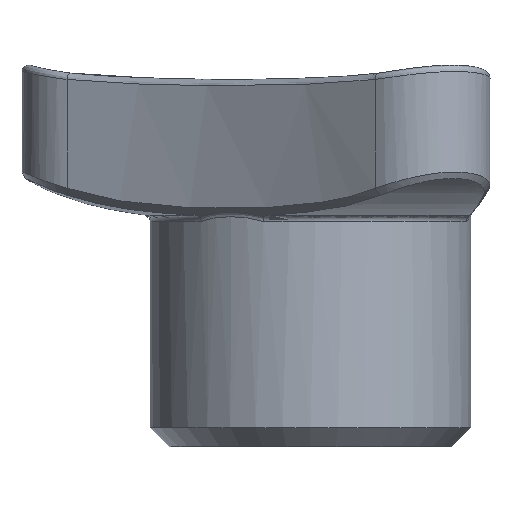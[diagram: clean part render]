
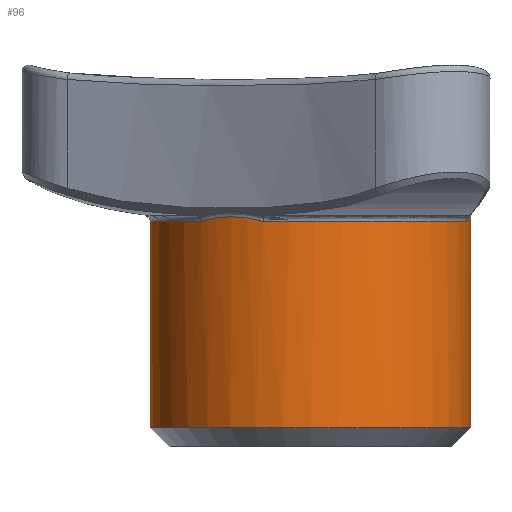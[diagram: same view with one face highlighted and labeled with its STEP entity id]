
A CAD part, left-side view. The second image highlights one B-rep face of the part: STEP entity #96.
In plain terms, the highlighted cylindrical face has radius 12.5 mm (diameter 25 mm), a full revolution.
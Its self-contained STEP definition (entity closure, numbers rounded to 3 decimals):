
#96 = ADVANCED_FACE( '', ( #210, #211 ), #212, .T. );
#210 = FACE_OUTER_BOUND( '', #693, .T. );
#211 = FACE_OUTER_BOUND( '', #694, .T. );
#212 = CYLINDRICAL_SURFACE( '', #695, 12.5 );
#693 = EDGE_LOOP( '', ( #2416 ) );
#694 = EDGE_LOOP( '', ( #2417, #2418, #2419, #2420, #2421, #2422 ) );
#695 = AXIS2_PLACEMENT_3D( '', #2423, #2424, #2425 );
#2416 = ORIENTED_EDGE( '', *, *, #2589, .T. );
#2417 = ORIENTED_EDGE( '', *, *, #2580, .T. );
#2418 = ORIENTED_EDGE( '', *, *, #2603, .T. );
#2419 = ORIENTED_EDGE( '', *, *, #2618, .T. );
#2420 = ORIENTED_EDGE( '', *, *, #2644, .T. );
#2421 = ORIENTED_EDGE( '', *, *, #2568, .T. );
#2422 = ORIENTED_EDGE( '', *, *, #2645, .T. );
#2423 = CARTESIAN_POINT( '', ( 0., 0., 27. ) );
#2424 = DIRECTION( '', ( 0., 0., -1. ) );
#2425 = DIRECTION( '', ( 1., 0., 0. ) );
#2568 = EDGE_CURVE( '', #2695, #2693, #2696, .F. );
#2580 = EDGE_CURVE( '', #2717, #2715, #2718, .F. );
#2589 = EDGE_CURVE( '', #2731, #2731, #2732, .T. );
#2603 = EDGE_CURVE( '', #2715, #2755, #2757, .T. );
#2618 = EDGE_CURVE( '', #2755, #2777, #2779, .F. );
#2644 = EDGE_CURVE( '', #2777, #2695, #2816, .T. );
#2645 = EDGE_CURVE( '', #2693, #2717, #2817, .T. );
#2693 = VERTEX_POINT( '', #2881 );
#2695 = VERTEX_POINT( '', #2901 );
#2696 = CIRCLE( '', #2902, 12.5 );
#2715 = VERTEX_POINT( '', #3010 );
#2717 = VERTEX_POINT( '', #3028 );
#2718 = CIRCLE( '', #3029, 12.5 );
#2731 = VERTEX_POINT( '', #3150 );
#2732 = CIRCLE( '', #3151, 12.5 );
#2755 = VERTEX_POINT( '', #3620 );
#2757 = B_SPLINE_CURVE_WITH_KNOTS( '', 3, ( #3641, #3642, #3643, #3644, #3645, #3646, #3647, #3648, #3649, #3650, #3651, #3652, #3653, #3654, #3655, #3656, #3657, #3658, #3659, #3660, #3661, #3662, #3663 ), .UNSPECIFIED., .F., .F., ( 4, 2, 2, 2, 1, 1, 1, 2, 2, 2, 2, 2, 4 ), ( 0., 0.001, 0.001, 0.002, 0.002, 0.003, 0.003, 0.003, 0.003, 0.004, 0.004, 0.005, 0.006 ), .UNSPECIFIED. );
#2777 = VERTEX_POINT( '', #3791 );
#2779 = CIRCLE( '', #3811, 12.5 );
#2816 = B_SPLINE_CURVE_WITH_KNOTS( '', 3, ( #4194, #4195, #4196, #4197, #4198, #4199, #4200, #4201, #4202, #4203, #4204, #4205, #4206, #4207, #4208, #4209, #4210, #4211, #4212, #4213, #4214, #4215, #4216 ), .UNSPECIFIED., .F., .F., ( 4, 2, 2, 2, 1, 1, 1, 2, 2, 2, 2, 2, 4 ), ( 0., 0.001, 0.001, 0.002, 0.002, 0.003, 0.003, 0.003, 0.003, 0.004, 0.004, 0.005, 0.006 ), .UNSPECIFIED. );
#2817 = B_SPLINE_CURVE_WITH_KNOTS( '', 3, ( #4217, #4218, #4219, #4220, #4221, #4222, #4223, #4224, #4225, #4226, #4227, #4228, #4229, #4230, #4231, #4232, #4233, #4234, #4235, #4236, #4237, #4238, #4239 ), .UNSPECIFIED., .F., .F., ( 4, 2, 2, 2, 1, 1, 1, 2, 2, 2, 2, 2, 4 ), ( 0., 0.001, 0.001, 0.002, 0.002, 0.003, 0.003, 0.003, 0.003, 0.004, 0.004, 0.005, 0.006 ), .UNSPECIFIED. );
#2881 = CARTESIAN_POINT( '', ( -11.952, 3.661, 17.577 ) );
#2901 = CARTESIAN_POINT( '', ( -2.805, -12.181, 17.577 ) );
#2902 = AXIS2_PLACEMENT_3D( '', #4567, #4568, #4569 );
#3010 = CARTESIAN_POINT( '', ( 9.147, 8.52, 17.577 ) );
#3028 = CARTESIAN_POINT( '', ( -9.147, 8.52, 17.577 ) );
#3029 = AXIS2_PLACEMENT_3D( '', #4573, #4574, #4575 );
#3150 = CARTESIAN_POINT( '', ( 12.5, 0., 1.5 ) );
#3151 = AXIS2_PLACEMENT_3D( '', #4581, #4582, #4583 );
#3620 = CARTESIAN_POINT( '', ( 11.952, 3.661, 17.577 ) );
#3641 = CARTESIAN_POINT( '', ( 9.147, 8.52, 17.577 ) );
#3642 = CARTESIAN_POINT( '', ( 9.305, 8.35, 17.638 ) );
#3643 = CARTESIAN_POINT( '', ( 9.459, 8.175, 17.692 ) );
#3644 = CARTESIAN_POINT( '', ( 9.758, 7.815, 17.784 ) );
#3645 = CARTESIAN_POINT( '', ( 9.903, 7.631, 17.823 ) );
#3646 = CARTESIAN_POINT( '', ( 10.183, 7.253, 17.886 ) );
#3647 = CARTESIAN_POINT( '', ( 10.319, 7.059, 17.91 ) );
#3648 = CARTESIAN_POINT( '', ( 10.514, 6.761, 17.934 ) );
#3649 = CARTESIAN_POINT( '', ( 10.61, 6.61, 17.943 ) );
#3650 = CARTESIAN_POINT( '', ( 10.719, 6.431, 17.948 ) );
#3651 = CARTESIAN_POINT( '', ( 10.773, 6.34, 17.95 ) );
#3652 = CARTESIAN_POINT( '', ( 10.795, 6.301, 17.95 ) );
#3653 = CARTESIAN_POINT( '', ( 10.811, 6.275, 17.95 ) );
#3654 = CARTESIAN_POINT( '', ( 10.818, 6.262, 17.95 ) );
#3655 = CARTESIAN_POINT( '', ( 10.946, 6.041, 17.95 ) );
#3656 = CARTESIAN_POINT( '', ( 11.06, 5.83, 17.942 ) );
#3657 = CARTESIAN_POINT( '', ( 11.273, 5.406, 17.91 ) );
#3658 = CARTESIAN_POINT( '', ( 11.373, 5.192, 17.886 ) );
#3659 = CARTESIAN_POINT( '', ( 11.56, 4.761, 17.823 ) );
#3660 = CARTESIAN_POINT( '', ( 11.648, 4.543, 17.784 ) );
#3661 = CARTESIAN_POINT( '', ( 11.809, 4.105, 17.692 ) );
#3662 = CARTESIAN_POINT( '', ( 11.884, 3.884, 17.638 ) );
#3663 = CARTESIAN_POINT( '', ( 11.952, 3.661, 17.577 ) );
#3791 = CARTESIAN_POINT( '', ( 2.805, -12.181, 17.577 ) );
#3811 = AXIS2_PLACEMENT_3D( '', #4599, #4600, #4601 );
#4194 = CARTESIAN_POINT( '', ( 2.805, -12.181, 17.577 ) );
#4195 = CARTESIAN_POINT( '', ( 2.578, -12.233, 17.638 ) );
#4196 = CARTESIAN_POINT( '', ( 2.35, -12.279, 17.692 ) );
#4197 = CARTESIAN_POINT( '', ( 1.889, -12.359, 17.784 ) );
#4198 = CARTESIAN_POINT( '', ( 1.657, -12.392, 17.823 ) );
#4199 = CARTESIAN_POINT( '', ( 1.19, -12.445, 17.886 ) );
#4200 = CARTESIAN_POINT( '', ( 0.954, -12.466, 17.91 ) );
#4201 = CARTESIAN_POINT( '', ( 0.598, -12.486, 17.934 ) );
#4202 = CARTESIAN_POINT( '', ( 0.419, -12.494, 17.943 ) );
#4203 = CARTESIAN_POINT( '', ( 0.21, -12.498, 17.948 ) );
#4204 = CARTESIAN_POINT( '', ( 0.105, -12.5, 17.95 ) );
#4205 = CARTESIAN_POINT( '', ( 0.059, -12.5, 17.95 ) );
#4206 = CARTESIAN_POINT( '', ( 0.029, -12.5, 17.95 ) );
#4207 = CARTESIAN_POINT( '', ( 0.014, -12.5, 17.95 ) );
#4208 = CARTESIAN_POINT( '', ( -0.242, -12.5, 17.95 ) );
#4209 = CARTESIAN_POINT( '', ( -0.48, -12.493, 17.942 ) );
#4210 = CARTESIAN_POINT( '', ( -0.955, -12.466, 17.91 ) );
#4211 = CARTESIAN_POINT( '', ( -1.19, -12.445, 17.886 ) );
#4212 = CARTESIAN_POINT( '', ( -1.657, -12.392, 17.823 ) );
#4213 = CARTESIAN_POINT( '', ( -1.889, -12.359, 17.784 ) );
#4214 = CARTESIAN_POINT( '', ( -2.35, -12.279, 17.692 ) );
#4215 = CARTESIAN_POINT( '', ( -2.578, -12.233, 17.638 ) );
#4216 = CARTESIAN_POINT( '', ( -2.805, -12.181, 17.577 ) );
#4217 = CARTESIAN_POINT( '', ( -11.952, 3.661, 17.577 ) );
#4218 = CARTESIAN_POINT( '', ( -11.884, 3.884, 17.638 ) );
#4219 = CARTESIAN_POINT( '', ( -11.809, 4.105, 17.692 ) );
#4220 = CARTESIAN_POINT( '', ( -11.647, 4.543, 17.784 ) );
#4221 = CARTESIAN_POINT( '', ( -11.56, 4.761, 17.823 ) );
#4222 = CARTESIAN_POINT( '', ( -11.373, 5.193, 17.886 ) );
#4223 = CARTESIAN_POINT( '', ( -11.273, 5.407, 17.91 ) );
#4224 = CARTESIAN_POINT( '', ( -11.112, 5.725, 17.934 ) );
#4225 = CARTESIAN_POINT( '', ( -11.03, 5.884, 17.943 ) );
#4226 = CARTESIAN_POINT( '', ( -10.929, 6.068, 17.948 ) );
#4227 = CARTESIAN_POINT( '', ( -10.877, 6.159, 17.95 ) );
#4228 = CARTESIAN_POINT( '', ( -10.855, 6.198, 17.95 ) );
#4229 = CARTESIAN_POINT( '', ( -10.84, 6.225, 17.95 ) );
#4230 = CARTESIAN_POINT( '', ( -10.832, 6.238, 17.95 ) );
#4231 = CARTESIAN_POINT( '', ( -10.705, 6.459, 17.95 ) );
#4232 = CARTESIAN_POINT( '', ( -10.579, 6.663, 17.942 ) );
#4233 = CARTESIAN_POINT( '', ( -10.318, 7.06, 17.91 ) );
#4234 = CARTESIAN_POINT( '', ( -10.183, 7.253, 17.886 ) );
#4235 = CARTESIAN_POINT( '', ( -9.903, 7.631, 17.823 ) );
#4236 = CARTESIAN_POINT( '', ( -9.758, 7.815, 17.784 ) );
#4237 = CARTESIAN_POINT( '', ( -9.459, 8.175, 17.692 ) );
#4238 = CARTESIAN_POINT( '', ( -9.305, 8.35, 17.638 ) );
#4239 = CARTESIAN_POINT( '', ( -9.147, 8.52, 17.577 ) );
#4567 = CARTESIAN_POINT( '', ( 0., 0., 17.577 ) );
#4568 = DIRECTION( '', ( 0., 0., 1. ) );
#4569 = DIRECTION( '', ( 1., 0., 0. ) );
#4573 = CARTESIAN_POINT( '', ( 0., 0., 17.577 ) );
#4574 = DIRECTION( '', ( 0., 0., 1. ) );
#4575 = DIRECTION( '', ( 1., 0., 0. ) );
#4581 = CARTESIAN_POINT( '', ( 0., 0., 1.5 ) );
#4582 = DIRECTION( '', ( 0., 0., 1. ) );
#4583 = DIRECTION( '', ( 1., 0., 0. ) );
#4599 = CARTESIAN_POINT( '', ( 0., 0., 17.577 ) );
#4600 = DIRECTION( '', ( 0., 0., 1. ) );
#4601 = DIRECTION( '', ( 1., 0., 0. ) );
